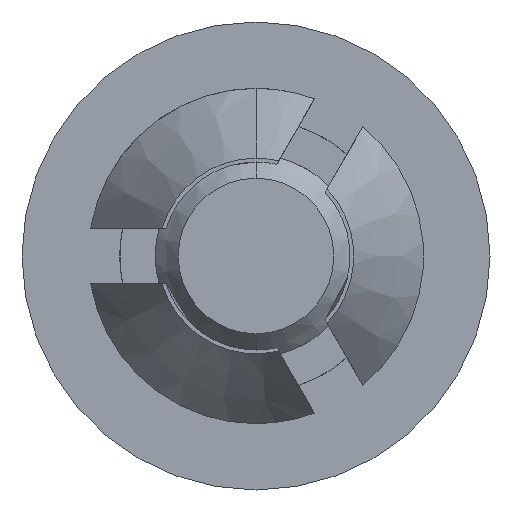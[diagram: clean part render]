
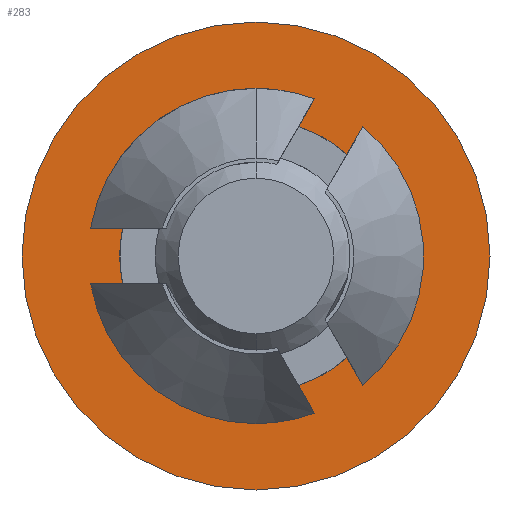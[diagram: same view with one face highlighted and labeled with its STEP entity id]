
A CAD part, front view. The second image highlights one B-rep face of the part: STEP entity #283.
In plain terms, the highlighted planar face has unit normal (0, -1, 0).
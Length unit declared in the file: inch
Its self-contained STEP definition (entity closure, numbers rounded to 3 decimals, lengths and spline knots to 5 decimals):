
#18 = CARTESIAN_POINT ( 'NONE',  ( 0.1675, 0.1558, 0. ) ) ;
#140 = DIRECTION ( 'NONE',  ( 0., -1., 0. ) ) ;
#146 = DIRECTION ( 'NONE',  ( 0., 0., -1. ) ) ;
#211 = PLANE ( 'NONE',  #909 ) ;
#236 = FACE_OUTER_BOUND ( 'NONE', #687, .T. ) ;
#283 = ADVANCED_FACE ( 'NONE', ( #236, #1415 ), #211, .T. ) ;
#333 = EDGE_LOOP ( 'NONE', ( #391, #373 ) ) ;
#340 = VERTEX_POINT ( 'NONE', #1524 ) ;
#373 = ORIENTED_EDGE ( 'NONE', *, *, #1030, .F. ) ;
#374 = ORIENTED_EDGE ( 'NONE', *, *, #1031, .T. ) ;
#391 = ORIENTED_EDGE ( 'NONE', *, *, #995, .F. ) ;
#392 = ORIENTED_EDGE ( 'NONE', *, *, #986, .T. ) ;
#471 = VERTEX_POINT ( 'NONE', #1546 ) ;
#488 = VERTEX_POINT ( 'NONE', #1514 ) ;
#517 = VERTEX_POINT ( 'NONE', #1575 ) ;
#687 = EDGE_LOOP ( 'NONE', ( #392, #374 ) ) ;
#768 = AXIS2_PLACEMENT_3D ( 'NONE', #1326, #1328, #1361 ) ;
#769 = AXIS2_PLACEMENT_3D ( 'NONE', #1109, #1108, #1379 ) ;
#790 = AXIS2_PLACEMENT_3D ( 'NONE', #1287, #1346, #1213 ) ;
#797 = AXIS2_PLACEMENT_3D ( 'NONE', #1238, #1236, #1231 ) ;
#909 = AXIS2_PLACEMENT_3D ( 'NONE', #18, #140, #146 ) ;
#986 = EDGE_CURVE ( 'NONE', #471, #517, #1757, .T. ) ;
#995 = EDGE_CURVE ( 'NONE', #488, #340, #1771, .T. ) ;
#1030 = EDGE_CURVE ( 'NONE', #340, #488, #1821, .T. ) ;
#1031 = EDGE_CURVE ( 'NONE', #517, #471, #1822, .T. ) ;
#1108 = DIRECTION ( 'NONE',  ( 0., -1., 0. ) ) ;
#1109 = CARTESIAN_POINT ( 'NONE',  ( 0., 0.1558, 0. ) ) ;
#1213 = DIRECTION ( 'NONE',  ( 0., 0., -1. ) ) ;
#1231 = DIRECTION ( 'NONE',  ( 0., 0., -1. ) ) ;
#1236 = DIRECTION ( 'NONE',  ( 0., -1., 0. ) ) ;
#1238 = CARTESIAN_POINT ( 'NONE',  ( 0., 0.1558, 0. ) ) ;
#1287 = CARTESIAN_POINT ( 'NONE',  ( 0., 0.1558, 0. ) ) ;
#1326 = CARTESIAN_POINT ( 'NONE',  ( 0., 0.1558, 0. ) ) ;
#1328 = DIRECTION ( 'NONE',  ( 0., -1., 0. ) ) ;
#1346 = DIRECTION ( 'NONE',  ( 0., -1., 0. ) ) ;
#1361 = DIRECTION ( 'NONE',  ( 0., 0., -1. ) ) ;
#1379 = DIRECTION ( 'NONE',  ( 0., 0., -1. ) ) ;
#1415 = FACE_BOUND ( 'NONE', #333, .T. ) ;
#1514 = CARTESIAN_POINT ( 'NONE',  ( 0., 0.1558, -0.0975 ) ) ;
#1524 = CARTESIAN_POINT ( 'NONE',  ( 0., 0.1558, 0.0975 ) ) ;
#1546 = CARTESIAN_POINT ( 'NONE',  ( 0., 0.1558, -0.1675 ) ) ;
#1575 = CARTESIAN_POINT ( 'NONE',  ( 0., 0.1558, 0.1675 ) ) ;
#1757 = CIRCLE ( 'NONE', #797, 0.1675 ) ;
#1771 = CIRCLE ( 'NONE', #790, 0.0975 ) ;
#1821 = CIRCLE ( 'NONE', #769, 0.0975 ) ;
#1822 = CIRCLE ( 'NONE', #768, 0.1675 ) ;
